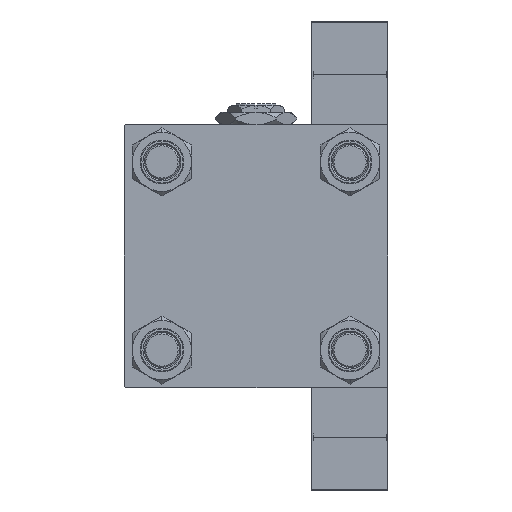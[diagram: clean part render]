
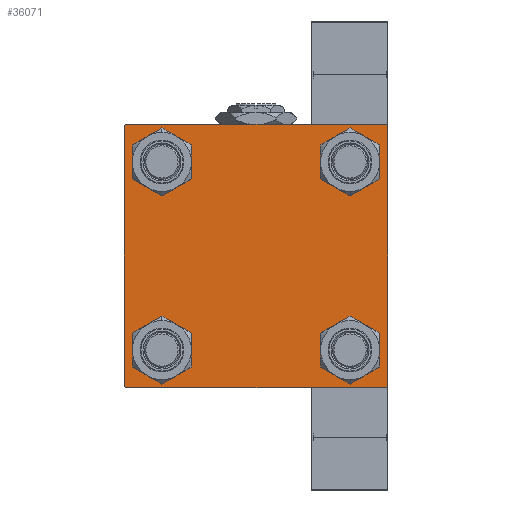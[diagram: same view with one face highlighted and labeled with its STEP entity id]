
A CAD part, left-side view. The second image highlights one B-rep face of the part: STEP entity #36071.
In plain terms, the highlighted planar face has unit normal (-1, 0, 0).
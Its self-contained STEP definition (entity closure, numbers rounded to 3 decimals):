
#149 = CARTESIAN_POINT ( 'NONE',  ( 0., 45., 45. ) ) ;
#406 = DIRECTION ( 'NONE',  ( 0., 0., -1. ) ) ;
#436 = DIRECTION ( 'NONE',  ( 0., 0., 1. ) ) ;
#1112 = DIRECTION ( 'NONE',  ( 1., 0., 0. ) ) ;
#1707 = AXIS2_PLACEMENT_3D ( 'NONE', #20282, #48089, #436 ) ;
#2234 = CARTESIAN_POINT ( 'NONE',  ( 0., -45., -44.5 ) ) ;
#2281 = VERTEX_POINT ( 'NONE', #6026 ) ;
#2342 = CARTESIAN_POINT ( 'NONE',  ( 0., -32.15, 38.65 ) ) ;
#2500 = CIRCLE ( 'NONE', #1707, 6.5 ) ;
#2758 = DIRECTION ( 'NONE',  ( 0., 0.707, 0.707 ) ) ;
#2775 = ORIENTED_EDGE ( 'NONE', *, *, #10637, .T. ) ;
#2968 = ORIENTED_EDGE ( 'NONE', *, *, #9140, .T. ) ;
#3454 = EDGE_CURVE ( 'NONE', #43699, #20941, #24552, .T. ) ;
#3925 = CARTESIAN_POINT ( 'NONE',  ( 0., -44.75, -44.75 ) ) ;
#4011 = AXIS2_PLACEMENT_3D ( 'NONE', #36827, #13859, #37585 ) ;
#4101 = EDGE_LOOP ( 'NONE', ( #32485, #45856 ) ) ;
#4163 = AXIS2_PLACEMENT_3D ( 'NONE', #15915, #28539, #28030 ) ;
#4522 = VECTOR ( 'NONE', #5543, 1000. ) ;
#4595 = VECTOR ( 'NONE', #44453, 1000. ) ;
#4986 = CARTESIAN_POINT ( 'NONE',  ( 0., 45., 45. ) ) ;
#5047 = DIRECTION ( 'NONE',  ( 1., 0., 0. ) ) ;
#5110 = CIRCLE ( 'NONE', #23186, 6.5 ) ;
#5168 = DIRECTION ( 'NONE',  ( 0., -0.707, -0.707 ) ) ;
#5543 = DIRECTION ( 'NONE',  ( 0., 0., -1. ) ) ;
#5644 = PLANE ( 'NONE',  #4011 ) ;
#6026 = CARTESIAN_POINT ( 'NONE',  ( 0., -32.15, -38.65 ) ) ;
#6281 = ORIENTED_EDGE ( 'NONE', *, *, #20811, .T. ) ;
#6919 = EDGE_CURVE ( 'NONE', #40924, #47291, #40822, .T. ) ;
#7009 = ORIENTED_EDGE ( 'NONE', *, *, #22541, .T. ) ;
#7696 = CIRCLE ( 'NONE', #14245, 6.5 ) ;
#7895 = CIRCLE ( 'NONE', #43259, 6.5 ) ;
#8166 = DIRECTION ( 'NONE',  ( 1., 0., 0. ) ) ;
#8320 = EDGE_CURVE ( 'NONE', #34559, #40594, #15258, .T. ) ;
#9140 = EDGE_CURVE ( 'NONE', #43699, #28364, #25126, .T. ) ;
#9161 = CARTESIAN_POINT ( 'NONE',  ( 0., -45., 45. ) ) ;
#9169 = DIRECTION ( 'NONE',  ( 0., 0., 1. ) ) ;
#9513 = FACE_BOUND ( 'NONE', #36961, .T. ) ;
#10109 = CARTESIAN_POINT ( 'NONE',  ( 0., -32.15, -32.15 ) ) ;
#10127 = VERTEX_POINT ( 'NONE', #17899 ) ;
#10637 = EDGE_CURVE ( 'NONE', #43154, #47291, #27087, .T. ) ;
#10746 = LINE ( 'NONE', #27468, #14907 ) ;
#11216 = ORIENTED_EDGE ( 'NONE', *, *, #25481, .T. ) ;
#11428 = EDGE_CURVE ( 'NONE', #40594, #34559, #7895, .T. ) ;
#12775 = CARTESIAN_POINT ( 'NONE',  ( 0., -44.5, 45. ) ) ;
#13681 = VECTOR ( 'NONE', #27176, 1000. ) ;
#13859 = DIRECTION ( 'NONE',  ( -1., 0., 0. ) ) ;
#14135 = EDGE_CURVE ( 'NONE', #14960, #43154, #26917, .T. ) ;
#14245 = AXIS2_PLACEMENT_3D ( 'NONE', #44290, #28331, #24707 ) ;
#14885 = DIRECTION ( 'NONE',  ( 0., 0., 1. ) ) ;
#14907 = VECTOR ( 'NONE', #2758, 1000. ) ;
#14960 = VERTEX_POINT ( 'NONE', #45000 ) ;
#15258 = CIRCLE ( 'NONE', #34216, 6.5 ) ;
#15605 = LINE ( 'NONE', #149, #39477 ) ;
#15647 = CARTESIAN_POINT ( 'NONE',  ( 0., -32.15, 25.65 ) ) ;
#15915 = CARTESIAN_POINT ( 'NONE',  ( 0., -32.15, -32.15 ) ) ;
#16366 = CARTESIAN_POINT ( 'NONE',  ( 0., 32.15, -32.15 ) ) ;
#16444 = EDGE_CURVE ( 'NONE', #44984, #14960, #24731, .T. ) ;
#16500 = ORIENTED_EDGE ( 'NONE', *, *, #16444, .T. ) ;
#16823 = DIRECTION ( 'NONE',  ( 0., 0., 1. ) ) ;
#17137 = CARTESIAN_POINT ( 'NONE',  ( 0., 44.75, 44.75 ) ) ;
#17394 = ORIENTED_EDGE ( 'NONE', *, *, #27579, .T. ) ;
#17899 = CARTESIAN_POINT ( 'NONE',  ( 0., 32.15, 25.65 ) ) ;
#18157 = ORIENTED_EDGE ( 'NONE', *, *, #14135, .T. ) ;
#19102 = ORIENTED_EDGE ( 'NONE', *, *, #8320, .T. ) ;
#19791 = CIRCLE ( 'NONE', #27166, 6.5 ) ;
#20282 = CARTESIAN_POINT ( 'NONE',  ( 0., 32.15, 32.15 ) ) ;
#20811 = EDGE_CURVE ( 'NONE', #28364, #44984, #15605, .T. ) ;
#20863 = EDGE_CURVE ( 'NONE', #28750, #24185, #41924, .T. ) ;
#20941 = VERTEX_POINT ( 'NONE', #12775 ) ;
#21233 = VECTOR ( 'NONE', #5168, 1000. ) ;
#21879 = CARTESIAN_POINT ( 'NONE',  ( 0., -32.15, 32.15 ) ) ;
#21910 = ORIENTED_EDGE ( 'NONE', *, *, #11428, .T. ) ;
#22541 = EDGE_CURVE ( 'NONE', #34744, #10127, #2500, .T. ) ;
#23186 = AXIS2_PLACEMENT_3D ( 'NONE', #10109, #49247, #25819 ) ;
#23862 = DIRECTION ( 'NONE',  ( 0., 0., 1. ) ) ;
#24185 = VERTEX_POINT ( 'NONE', #15647 ) ;
#24550 = ORIENTED_EDGE ( 'NONE', *, *, #20863, .T. ) ;
#24552 = LINE ( 'NONE', #4986, #34128 ) ;
#24707 = DIRECTION ( 'NONE',  ( 0., 0., 1. ) ) ;
#24731 = LINE ( 'NONE', #40455, #21233 ) ;
#25126 = LINE ( 'NONE', #17137, #4595 ) ;
#25193 = CARTESIAN_POINT ( 'NONE',  ( 0., -45., 44.5 ) ) ;
#25481 = EDGE_CURVE ( 'NONE', #24185, #28750, #19791, .T. ) ;
#25556 = EDGE_CURVE ( 'NONE', #45600, #2281, #35425, .T. ) ;
#25819 = DIRECTION ( 'NONE',  ( 0., 0., 1. ) ) ;
#26476 = ORIENTED_EDGE ( 'NONE', *, *, #6919, .F. ) ;
#26744 = DIRECTION ( 'NONE',  ( 1., 0., 0. ) ) ;
#26917 = LINE ( 'NONE', #30792, #13681 ) ;
#27087 = LINE ( 'NONE', #3925, #43334 ) ;
#27166 = AXIS2_PLACEMENT_3D ( 'NONE', #21879, #26744, #14885 ) ;
#27176 = DIRECTION ( 'NONE',  ( 0., -1., 0. ) ) ;
#27468 = CARTESIAN_POINT ( 'NONE',  ( 0., -44.75, 44.75 ) ) ;
#27579 = EDGE_CURVE ( 'NONE', #40924, #20941, #10746, .T. ) ;
#28030 = DIRECTION ( 'NONE',  ( 0., 0., 1. ) ) ;
#28331 = DIRECTION ( 'NONE',  ( 1., 0., 0. ) ) ;
#28364 = VERTEX_POINT ( 'NONE', #42816 ) ;
#28511 = CARTESIAN_POINT ( 'NONE',  ( 0., 44.5, 45. ) ) ;
#28539 = DIRECTION ( 'NONE',  ( 1., 0., 0. ) ) ;
#28619 = CARTESIAN_POINT ( 'NONE',  ( 0., 32.15, 38.65 ) ) ;
#28750 = VERTEX_POINT ( 'NONE', #2342 ) ;
#28847 = ORIENTED_EDGE ( 'NONE', *, *, #31567, .T. ) ;
#29342 = FACE_OUTER_BOUND ( 'NONE', #47479, .T. ) ;
#30792 = CARTESIAN_POINT ( 'NONE',  ( 0., 45., -45. ) ) ;
#31567 = EDGE_CURVE ( 'NONE', #10127, #34744, #7696, .T. ) ;
#32485 = ORIENTED_EDGE ( 'NONE', *, *, #25556, .T. ) ;
#32887 = AXIS2_PLACEMENT_3D ( 'NONE', #43439, #8166, #23862 ) ;
#33196 = FACE_BOUND ( 'NONE', #4101, .T. ) ;
#34003 = CARTESIAN_POINT ( 'NONE',  ( 0., 45., -44.5 ) ) ;
#34128 = VECTOR ( 'NONE', #36670, 1000. ) ;
#34216 = AXIS2_PLACEMENT_3D ( 'NONE', #16366, #5047, #9169 ) ;
#34559 = VERTEX_POINT ( 'NONE', #46152 ) ;
#34744 = VERTEX_POINT ( 'NONE', #28619 ) ;
#35425 = CIRCLE ( 'NONE', #4163, 6.5 ) ;
#36071 = ADVANCED_FACE ( 'NONE', ( #45040, #33196, #40681, #9513, #29342 ), #5644, .T. ) ;
#36421 = CARTESIAN_POINT ( 'NONE',  ( 0., 32.15, -32.15 ) ) ;
#36670 = DIRECTION ( 'NONE',  ( 0., -1., 0. ) ) ;
#36827 = CARTESIAN_POINT ( 'NONE',  ( 0., 0., 0. ) ) ;
#36961 = EDGE_LOOP ( 'NONE', ( #7009, #28847 ) ) ;
#37585 = DIRECTION ( 'NONE',  ( 0., 0., 1. ) ) ;
#38449 = DIRECTION ( 'NONE',  ( 0., -0.707, 0.707 ) ) ;
#39477 = VECTOR ( 'NONE', #406, 1000. ) ;
#40455 = CARTESIAN_POINT ( 'NONE',  ( 0., 44.75, -44.75 ) ) ;
#40554 = ORIENTED_EDGE ( 'NONE', *, *, #3454, .F. ) ;
#40594 = VERTEX_POINT ( 'NONE', #48991 ) ;
#40681 = FACE_BOUND ( 'NONE', #42320, .T. ) ;
#40822 = LINE ( 'NONE', #9161, #4522 ) ;
#40924 = VERTEX_POINT ( 'NONE', #25193 ) ;
#41735 = CARTESIAN_POINT ( 'NONE',  ( 0., -44.5, -45. ) ) ;
#41924 = CIRCLE ( 'NONE', #32887, 6.5 ) ;
#42320 = EDGE_LOOP ( 'NONE', ( #21910, #19102 ) ) ;
#42816 = CARTESIAN_POINT ( 'NONE',  ( 0., 45., 44.5 ) ) ;
#43154 = VERTEX_POINT ( 'NONE', #41735 ) ;
#43259 = AXIS2_PLACEMENT_3D ( 'NONE', #36421, #1112, #16823 ) ;
#43334 = VECTOR ( 'NONE', #38449, 1000. ) ;
#43439 = CARTESIAN_POINT ( 'NONE',  ( 0., -32.15, 32.15 ) ) ;
#43654 = CARTESIAN_POINT ( 'NONE',  ( 0., -32.15, -25.65 ) ) ;
#43699 = VERTEX_POINT ( 'NONE', #28511 ) ;
#44290 = CARTESIAN_POINT ( 'NONE',  ( 0., 32.15, 32.15 ) ) ;
#44453 = DIRECTION ( 'NONE',  ( 0., 0.707, -0.707 ) ) ;
#44617 = EDGE_CURVE ( 'NONE', #2281, #45600, #5110, .T. ) ;
#44984 = VERTEX_POINT ( 'NONE', #34003 ) ;
#45000 = CARTESIAN_POINT ( 'NONE',  ( 0., 44.5, -45. ) ) ;
#45040 = FACE_BOUND ( 'NONE', #49588, .T. ) ;
#45600 = VERTEX_POINT ( 'NONE', #43654 ) ;
#45856 = ORIENTED_EDGE ( 'NONE', *, *, #44617, .T. ) ;
#46152 = CARTESIAN_POINT ( 'NONE',  ( 0., 32.15, -38.65 ) ) ;
#47291 = VERTEX_POINT ( 'NONE', #2234 ) ;
#47479 = EDGE_LOOP ( 'NONE', ( #6281, #16500, #18157, #2775, #26476, #17394, #40554, #2968 ) ) ;
#48089 = DIRECTION ( 'NONE',  ( 1., 0., 0. ) ) ;
#48991 = CARTESIAN_POINT ( 'NONE',  ( 0., 32.15, -25.65 ) ) ;
#49247 = DIRECTION ( 'NONE',  ( 1., 0., 0. ) ) ;
#49588 = EDGE_LOOP ( 'NONE', ( #24550, #11216 ) ) ;
